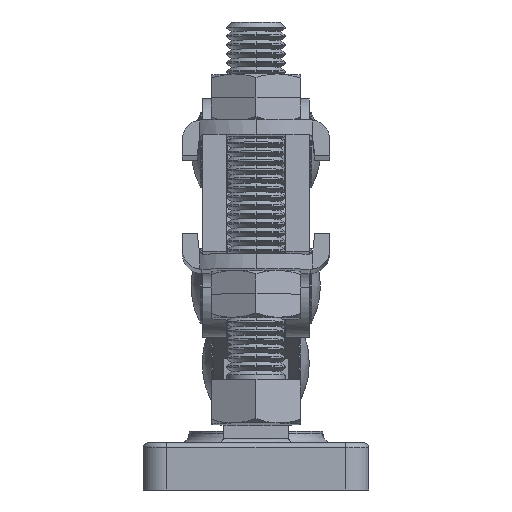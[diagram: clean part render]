
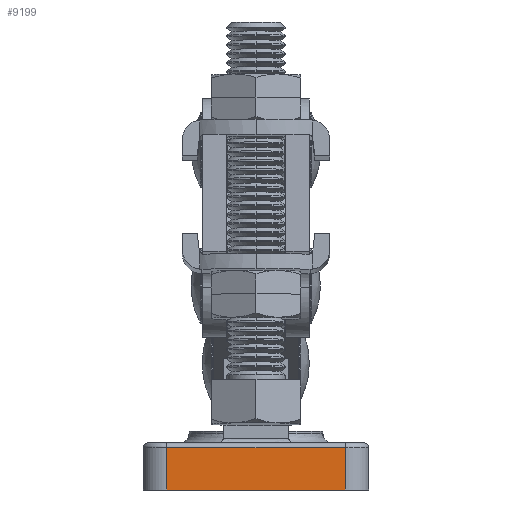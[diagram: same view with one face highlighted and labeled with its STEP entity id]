
A CAD part, front view. The second image highlights one B-rep face of the part: STEP entity #9199.
In plain terms, the highlighted planar face has unit normal (0, -1, 0).
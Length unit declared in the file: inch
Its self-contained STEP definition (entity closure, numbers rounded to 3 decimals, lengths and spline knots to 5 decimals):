
#5883=VERTEX_POINT('',#14203);
#7033=EDGE_CURVE('',#5883,#10639,#15466,.T.);
#8422=EDGE_CURVE('',#5883,#10017,#16963,.T.);
#9199=ADVANCED_FACE('',(#17816),#17817,.T.);
#10017=VERTEX_POINT('',#18697);
#10639=VERTEX_POINT('',#19378);
#10662=EDGE_CURVE('',#10017,#11772,#19402,.T.);
#11023=EDGE_CURVE('',#11772,#10639,#19795,.T.);
#11772=VERTEX_POINT('',#20604);
#14203=CARTESIAN_POINT('',(-0.74803,-1.77165,0.35433));
#15466=B_SPLINE_CURVE_WITH_KNOTS('',1,(#28287,#28288),.UNSPECIFIED.,.F.,.F.,(2,2),(-0.043,-0.005),.UNSPECIFIED.);
#16963=B_SPLINE_CURVE_WITH_KNOTS('',1,(#32311,#32312),.UNSPECIFIED.,.F.,.F.,(2,2),(-0.009,0.0),.UNSPECIFIED.);
#17816=FACE_OUTER_BOUND('',#34140,.T.);
#17817=PLANE('',#34141);
#18697=CARTESIAN_POINT('',(-0.74803,-1.77165,0.));
#19378=CARTESIAN_POINT('',(0.74803,-1.77165,0.35433));
#19402=LINE('',#37715,#37716);
#19795=B_SPLINE_CURVE_WITH_KNOTS('',1,(#38445,#38446),.UNSPECIFIED.,.F.,.F.,(2,2),(-0.01,-0.001),.UNSPECIFIED.);
#20604=CARTESIAN_POINT('',(0.74803,-1.77165,0.));
#28287=CARTESIAN_POINT('',(-0.74803,-1.77165,0.35433));
#28288=CARTESIAN_POINT('',(0.74803,-1.77165,0.35433));
#32311=CARTESIAN_POINT('',(-0.74803,-1.77165,0.35433));
#32312=CARTESIAN_POINT('',(-0.74803,-1.77165,0.));
#34140=EDGE_LOOP('',(#46805,#46806,#46807,#46808));
#34141=AXIS2_PLACEMENT_3D('',#46809,#46810,#46811);
#37715=CARTESIAN_POINT('',(0.09843,-1.77165,0.));
#37716=VECTOR('',#48498,1.0);
#38445=CARTESIAN_POINT('',(0.74803,-1.77165,0.));
#38446=CARTESIAN_POINT('',(0.74803,-1.77165,0.35433));
#46805=ORIENTED_EDGE('',*,*,#11023,.T.);
#46806=ORIENTED_EDGE('',*,*,#7033,.F.);
#46807=ORIENTED_EDGE('',*,*,#8422,.T.);
#46808=ORIENTED_EDGE('',*,*,#10662,.T.);
#46809=CARTESIAN_POINT('',(-0.74803,-1.77165,0.));
#46810=DIRECTION('',(0.,-1.0,0.0));
#46811=DIRECTION('',(1.0,0.,0.));
#48498=DIRECTION('',(1.0,0.,0.));
